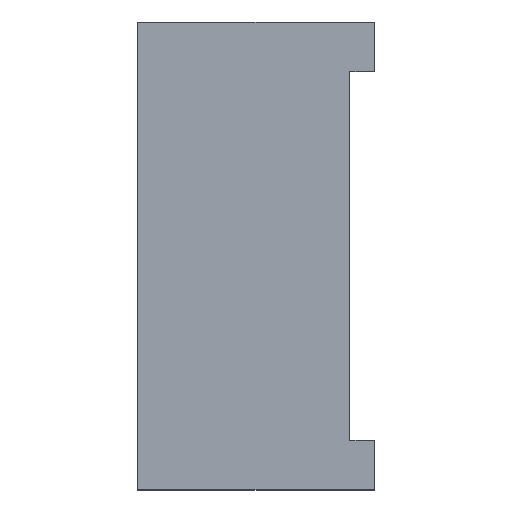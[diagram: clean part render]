
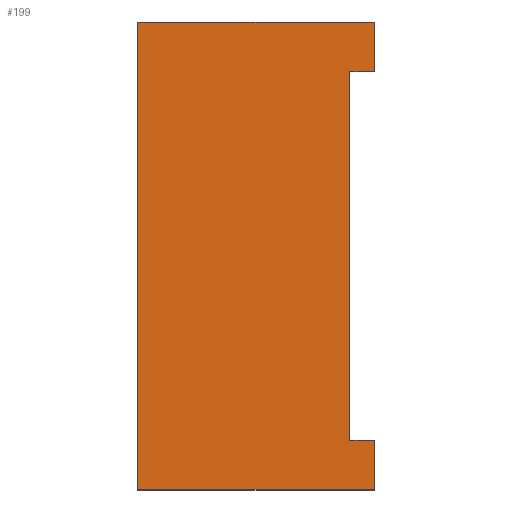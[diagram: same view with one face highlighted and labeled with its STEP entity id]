
A CAD part, top view. The second image highlights one B-rep face of the part: STEP entity #199.
In plain terms, the highlighted planar face has unit normal (0, 0, 1).
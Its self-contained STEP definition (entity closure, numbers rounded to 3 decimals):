
#33 = EDGE_CURVE ( 'NONE', #86, #67, #396, .T. ) ;
#49 = VERTEX_POINT ( 'NONE', #371 ) ;
#66 = EDGE_CURVE ( 'NONE', #49, #67, #556, .T. ) ;
#67 = VERTEX_POINT ( 'NONE', #479 ) ;
#76 = EDGE_CURVE ( 'NONE', #89, #86, #496, .T. ) ;
#86 = VERTEX_POINT ( 'NONE', #416 ) ;
#89 = VERTEX_POINT ( 'NONE', #597 ) ;
#197 = ORIENTED_EDGE ( 'NONE', *, *, #76, .T. ) ;
#198 = ORIENTED_EDGE ( 'NONE', *, *, #33, .T. ) ;
#199 = ADVANCED_FACE ( 'NONE', ( #832 ), #827, .T. ) ;
#200 = VERTEX_POINT ( 'NONE', #822 ) ;
#201 = ORIENTED_EDGE ( 'NONE', *, *, #295, .F. ) ;
#202 = ORIENTED_EDGE ( 'NONE', *, *, #66, .F. ) ;
#203 = ORIENTED_EDGE ( 'NONE', *, *, #204, .F. ) ;
#204 = EDGE_CURVE ( 'NONE', #205, #49, #821, .T. ) ;
#205 = VERTEX_POINT ( 'NONE', #817 ) ;
#206 = VERTEX_POINT ( 'NONE', #816 ) ;
#207 = ORIENTED_EDGE ( 'NONE', *, *, #208, .T. ) ;
#208 = EDGE_CURVE ( 'NONE', #296, #200, #815, .T. ) ;
#294 = EDGE_LOOP ( 'NONE', ( #201, #207, #299, #197, #198, #202, #203, #297 ) ) ;
#295 = EDGE_CURVE ( 'NONE', #296, #206, #778, .T. ) ;
#296 = VERTEX_POINT ( 'NONE', #1013 ) ;
#297 = ORIENTED_EDGE ( 'NONE', *, *, #298, .T. ) ;
#298 = EDGE_CURVE ( 'NONE', #205, #206, #1012, .T. ) ;
#299 = ORIENTED_EDGE ( 'NONE', *, *, #300, .T. ) ;
#300 = EDGE_CURVE ( 'NONE', #200, #89, #932, .T. ) ;
#366 = VECTOR ( 'NONE', #881, 1000. ) ;
#371 = CARTESIAN_POINT ( 'NONE',  ( 0., -9.53, 9.53 ) ) ;
#393 = DIRECTION ( 'NONE',  ( -1., 0., 0. ) ) ;
#394 = VECTOR ( 'NONE', #393, 1000. ) ;
#395 = CARTESIAN_POINT ( 'NONE',  ( 4.83, 0., 9.53 ) ) ;
#396 = LINE ( 'NONE', #395, #394 ) ;
#416 = CARTESIAN_POINT ( 'NONE',  ( 4.83, 0., 9.53 ) ) ;
#479 = CARTESIAN_POINT ( 'NONE',  ( 0., 0., 9.53 ) ) ;
#493 = DIRECTION ( 'NONE',  ( 0., 1., 0. ) ) ;
#494 = VECTOR ( 'NONE', #493, 1000. ) ;
#495 = CARTESIAN_POINT ( 'NONE',  ( 4.83, -9.53, 9.53 ) ) ;
#496 = LINE ( 'NONE', #495, #494 ) ;
#553 = DIRECTION ( 'NONE',  ( 0., 1., 0. ) ) ;
#554 = VECTOR ( 'NONE', #553, 1000. ) ;
#555 = CARTESIAN_POINT ( 'NONE',  ( 0., -9.53, 9.53 ) ) ;
#556 = LINE ( 'NONE', #555, #554 ) ;
#597 = CARTESIAN_POINT ( 'NONE',  ( 4.83, -1., 9.53 ) ) ;
#777 = CARTESIAN_POINT ( 'NONE',  ( 4.33, -8.53, 9.53 ) ) ;
#778 = LINE ( 'NONE', #777, #366 ) ;
#812 = DIRECTION ( 'NONE',  ( 0., 1., 0. ) ) ;
#813 = VECTOR ( 'NONE', #812, 1000. ) ;
#814 = CARTESIAN_POINT ( 'NONE',  ( 4.33, -8.53, 9.53 ) ) ;
#815 = LINE ( 'NONE', #814, #813 ) ;
#816 = CARTESIAN_POINT ( 'NONE',  ( 4.83, -8.53, 9.53 ) ) ;
#817 = CARTESIAN_POINT ( 'NONE',  ( 4.83, -9.53, 9.53 ) ) ;
#818 = DIRECTION ( 'NONE',  ( -1., 0., 0. ) ) ;
#819 = VECTOR ( 'NONE', #818, 1000. ) ;
#820 = CARTESIAN_POINT ( 'NONE',  ( 4.83, -9.53, 9.53 ) ) ;
#821 = LINE ( 'NONE', #820, #819 ) ;
#822 = CARTESIAN_POINT ( 'NONE',  ( 4.33, -1., 9.53 ) ) ;
#823 = DIRECTION ( 'NONE',  ( 0., -1., 0. ) ) ;
#824 = DIRECTION ( 'NONE',  ( 0., 0., 1. ) ) ;
#825 = AXIS2_PLACEMENT_3D ( 'NONE', #826, #824, #823 ) ;
#826 = CARTESIAN_POINT ( 'NONE',  ( 4.83, -9.53, 9.53 ) ) ;
#827 = PLANE ( 'NONE',  #825 ) ;
#832 = FACE_OUTER_BOUND ( 'NONE', #294, .T. ) ;
#881 = DIRECTION ( 'NONE',  ( 1., 0., 0. ) ) ;
#932 = LINE ( 'NONE', #946, #945 ) ;
#933 = DIRECTION ( 'NONE',  ( 0., 1., 0. ) ) ;
#934 = VECTOR ( 'NONE', #933, 1000. ) ;
#944 = DIRECTION ( 'NONE',  ( 1., 0., 0. ) ) ;
#945 = VECTOR ( 'NONE', #944, 1000. ) ;
#946 = CARTESIAN_POINT ( 'NONE',  ( 4.33, -1., 9.53 ) ) ;
#1011 = CARTESIAN_POINT ( 'NONE',  ( 4.83, -9.53, 9.53 ) ) ;
#1012 = LINE ( 'NONE', #1011, #934 ) ;
#1013 = CARTESIAN_POINT ( 'NONE',  ( 4.33, -8.53, 9.53 ) ) ;
